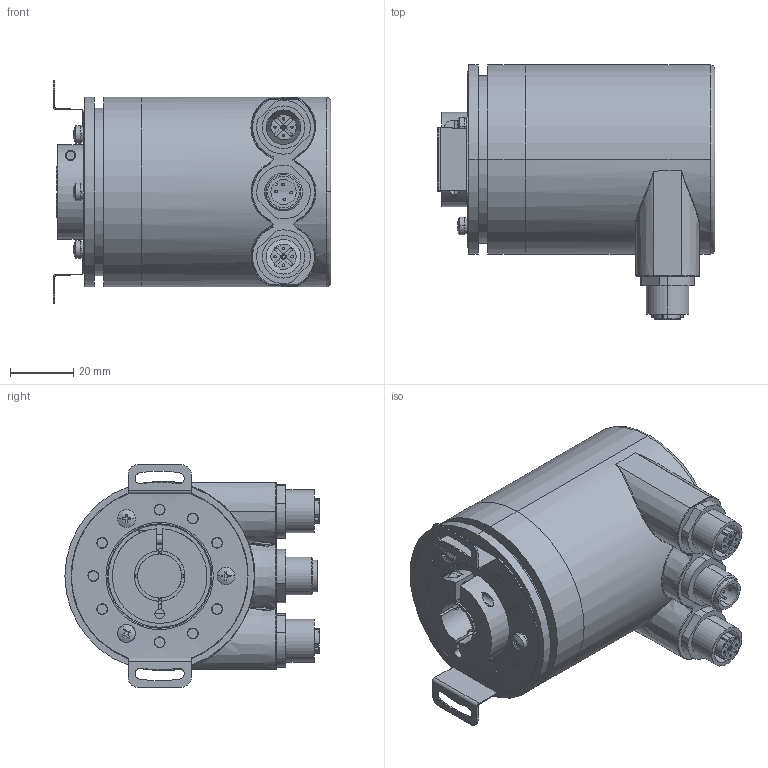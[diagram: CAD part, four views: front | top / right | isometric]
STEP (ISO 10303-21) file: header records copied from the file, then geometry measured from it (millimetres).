
FILE_DESCRIPTION (( 'STEP AP214' ), '1' );
FILE_NAME ('NCCA5801B14-AP俋倛芞11.STEP', '2025-12-25T07:26:11', ( 'NING MEI' ), ( '' ), 'SwSTEP 2.0', 'SolidWorks 2014', '' );
FILE_SCHEMA (( 'AUTOMOTIVE_DESIGN' ));
Length unit declared in the file: millimetre
Products named in the file (1): NCCA5801B14-AP俋倛芞11
Bounding box: 88 x 80.5 x 70.5 mm (x, y, z)
Surface area: 34044.6 mm2 (no closed solid volume)
Topology: 0 solids, 121 shells, 520 faces, 2163 edges, 1765 vertices
Faces by surface type: plane 239, cylinder 185, bspline 41, cone 34, torus 20, sphere 1
Entity records: 41369 total; most frequent: CARTESIAN_POINT 19773, ORIENTED_EDGE 3049, DIRECTION 2648, EDGE_CURVE 2141, VERTEX_POINT 1764, LINE 930, VECTOR 930, AXIS2_PLACEMENT_3D 859
